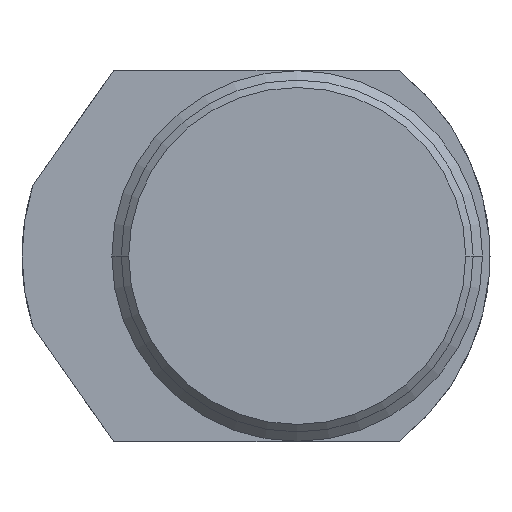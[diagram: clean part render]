
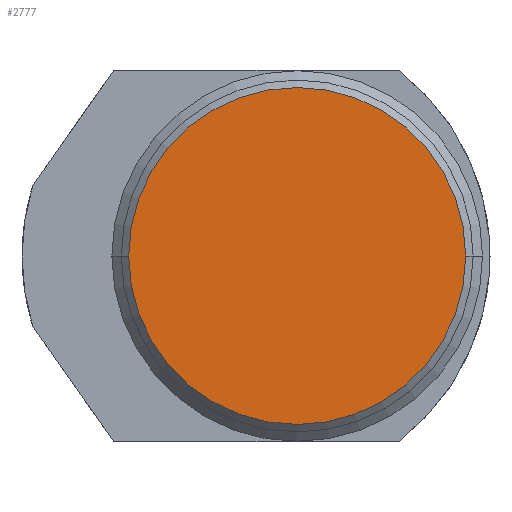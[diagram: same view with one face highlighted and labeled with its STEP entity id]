
A CAD part, left-side view. The second image highlights one B-rep face of the part: STEP entity #2777.
In plain terms, the highlighted planar face has unit normal (-1, 0, 0).
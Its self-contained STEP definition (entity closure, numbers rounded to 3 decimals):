
#873=CARTESIAN_POINT('',(-82.499,-4.191,0.));
#874=DIRECTION('',(-1.,0.,0.));
#875=DIRECTION('',(0.,1.,0.));
#876=AXIS2_PLACEMENT_3D('',#873,#874,#875);
#903=CARTESIAN_POINT('',(-82.499,-4.191,0.));
#904=DIRECTION('',(1.,0.,0.));
#905=DIRECTION('',(0.,1.,0.));
#906=AXIS2_PLACEMENT_3D('',#903,#904,#905);
#2017=CARTESIAN_POINT('',(-82.499,12.954,0.));
#2018=CARTESIAN_POINT('',(-82.499,-21.336,0.));
#2019=VERTEX_POINT('',#2017);
#2020=VERTEX_POINT('',#2018);
#2767=CARTESIAN_POINT('',(-82.499,0.,0.));
#2768=DIRECTION('',(1.,0.,0.));
#2769=DIRECTION('',(0.,0.,-1.));
#2770=AXIS2_PLACEMENT_3D('',#2767,#2768,#2769);
#2771=PLANE('',#2770);
#2772=ORIENTED_EDGE('',*,*,#2757,.F.);
#2774=ORIENTED_EDGE('',*,*,#2773,.T.);
#2775=EDGE_LOOP('',(#2772,#2774));
#2776=FACE_OUTER_BOUND('',#2775,.F.);
#2777=ADVANCED_FACE('',(#2776),#2771,.F.);
#877=CIRCLE('',#876,17.145);
#907=CIRCLE('',#906,17.145);
#2757=EDGE_CURVE('',#2019,#2020,#877,.T.);
#2773=EDGE_CURVE('',#2019,#2020,#907,.T.);
